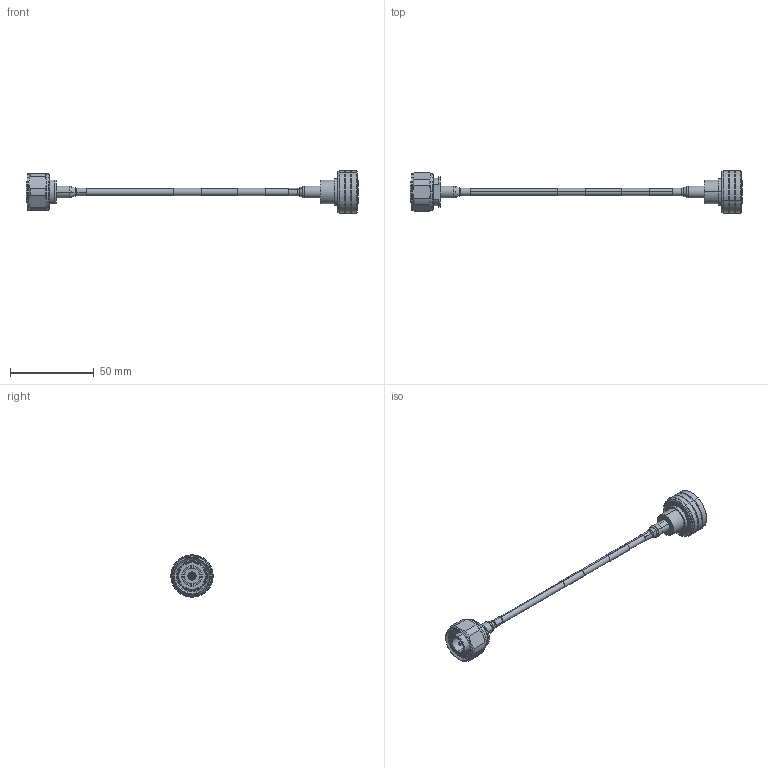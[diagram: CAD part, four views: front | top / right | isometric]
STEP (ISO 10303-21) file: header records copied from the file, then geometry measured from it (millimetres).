
FILE_DESCRIPTION (( 'STEP AP214' ), '1' );
FILE_NAME ('PE3C8282_3D.STEP', '2021-07-29T17:20:50', ( '' ), ( '' ), 'SwSTEP 2.0', 'SolidWorks 2021', '' );
FILE_SCHEMA (( 'AUTOMOTIVE_DESIGN' ));
Length unit declared in the file: inch
Products named in the file (5): TC-402-4195M-LP-PE; TFT-402-LF_LABEL PE+FM; TFT-402-MA1; TC-402-4310MS-LP-PE; PE3C8282_3D
Assembly tree (5 placements, depth 2):
  PE3C8282_3D
    TFT-402-LF_LABEL PE+FM
    TC-402-4195M-LP-PE
    TFT-402-MA1  x2
    TC-402-4310MS-LP-PE
Bounding box: 197.85 x 25.21 x 25.21 mm (x, y, z)
Volume: 12728 mm3; surface area: 14936.3 mm2
Topology: 11 solids, 11 shells, 411 faces, 853 edges, 506 vertices
Faces by surface type: cylinder 145, cone 112, plane 82, torus 72
Entity records: 11344 total; most frequent: CARTESIAN_POINT 2293, DIRECTION 2079, ORIENTED_EDGE 1618, AXIS2_PLACEMENT_3D 903, EDGE_CURVE 809, CIRCLE 506, VERTEX_POINT 482, EDGE_LOOP 443
